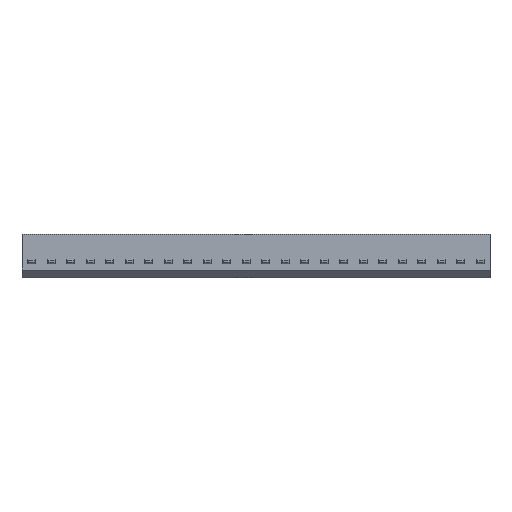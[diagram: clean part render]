
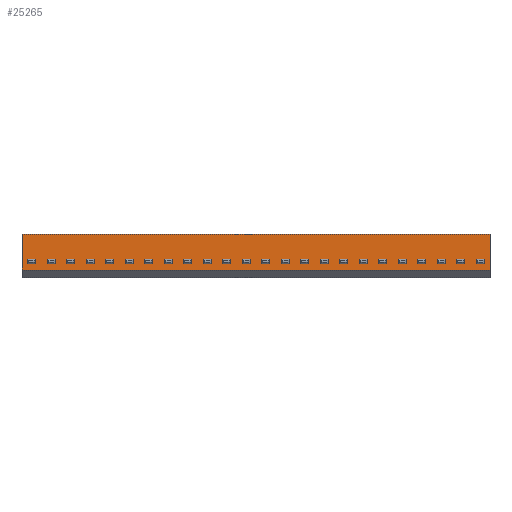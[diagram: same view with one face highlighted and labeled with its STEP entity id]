
A CAD part, top view. The second image highlights one B-rep face of the part: STEP entity #25265.
In plain terms, the highlighted planar face has unit normal (0, 0, 1).
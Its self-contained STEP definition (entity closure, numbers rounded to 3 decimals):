
#25265 = ADVANCED_FACE('',(#25266),#25280,.T.);
#25266 = FACE_BOUND('',#25267,.T.);
#25267 = EDGE_LOOP('',(#25268,#25303,#25331,#25359));
#25268 = ORIENTED_EDGE('',*,*,#25269,.T.);
#25269 = EDGE_CURVE('',#25270,#25272,#25274,.T.);
#25270 = VERTEX_POINT('',#25271);
#25271 = CARTESIAN_POINT('',(-1.25,-1.1,3.2));
#25272 = VERTEX_POINT('',#25273);
#25273 = CARTESIAN_POINT('',(58.75,-1.1,3.2));
#25274 = SURFACE_CURVE('',#25275,(#25279,#25291),.PCURVE_S1.);
#25275 = LINE('',#25276,#25277);
#25276 = CARTESIAN_POINT('',(-1.25,-1.1,3.2));
#25277 = VECTOR('',#25278,1.);
#25278 = DIRECTION('',(1.,0.,0.));
#25279 = PCURVE('',#25280,#25285);
#25280 = PLANE('',#25281);
#25281 = AXIS2_PLACEMENT_3D('',#25282,#25283,#25284);
#25282 = CARTESIAN_POINT('',(-1.25,-1.1,3.2));
#25283 = DIRECTION('',(0.,0.,1.));
#25284 = DIRECTION('',(0.,1.,0.));
#25285 = DEFINITIONAL_REPRESENTATION('',(#25286),#25290);
#25286 = LINE('',#25287,#25288);
#25287 = CARTESIAN_POINT('',(0.,0.));
#25288 = VECTOR('',#25289,1.);
#25289 = DIRECTION('',(0.,-1.));
#25290 = ( GEOMETRIC_REPRESENTATION_CONTEXT(2) 
PARAMETRIC_REPRESENTATION_CONTEXT() REPRESENTATION_CONTEXT('2D SPACE',''
  ) );
#25291 = PCURVE('',#25292,#25297);
#25292 = PLANE('',#25293);
#25293 = AXIS2_PLACEMENT_3D('',#25294,#25295,#25296);
#25294 = CARTESIAN_POINT('',(-1.25,-1.1,3.2));
#25295 = DIRECTION('',(0.,0.707,-0.707));
#25296 = DIRECTION('',(0.,-0.707,-0.707));
#25297 = DEFINITIONAL_REPRESENTATION('',(#25298),#25302);
#25298 = LINE('',#25299,#25300);
#25299 = CARTESIAN_POINT('',(0.,0.));
#25300 = VECTOR('',#25301,1.);
#25301 = DIRECTION('',(0.,-1.));
#25302 = ( GEOMETRIC_REPRESENTATION_CONTEXT(2) 
PARAMETRIC_REPRESENTATION_CONTEXT() REPRESENTATION_CONTEXT('2D SPACE',''
  ) );
#25303 = ORIENTED_EDGE('',*,*,#25304,.T.);
#25304 = EDGE_CURVE('',#25272,#25305,#25307,.T.);
#25305 = VERTEX_POINT('',#25306);
#25306 = CARTESIAN_POINT('',(58.75,3.5,3.2));
#25307 = SURFACE_CURVE('',#25308,(#25312,#25319),.PCURVE_S1.);
#25308 = LINE('',#25309,#25310);
#25309 = CARTESIAN_POINT('',(58.75,-1.1,3.2));
#25310 = VECTOR('',#25311,1.);
#25311 = DIRECTION('',(0.,1.,0.));
#25312 = PCURVE('',#25280,#25313);
#25313 = DEFINITIONAL_REPRESENTATION('',(#25314),#25318);
#25314 = LINE('',#25315,#25316);
#25315 = CARTESIAN_POINT('',(0.,-60.));
#25316 = VECTOR('',#25317,1.);
#25317 = DIRECTION('',(1.,0.));
#25318 = ( GEOMETRIC_REPRESENTATION_CONTEXT(2) 
PARAMETRIC_REPRESENTATION_CONTEXT() REPRESENTATION_CONTEXT('2D SPACE',''
  ) );
#25319 = PCURVE('',#25320,#25325);
#25320 = PLANE('',#25321);
#25321 = AXIS2_PLACEMENT_3D('',#25322,#25323,#25324);
#25322 = CARTESIAN_POINT('',(58.75,0.951,1.622));
#25323 = DIRECTION('',(1.,0.,0.));
#25324 = DIRECTION('',(0.,0.,1.));
#25325 = DEFINITIONAL_REPRESENTATION('',(#25326),#25330);
#25326 = LINE('',#25327,#25328);
#25327 = CARTESIAN_POINT('',(1.578,2.051));
#25328 = VECTOR('',#25329,1.);
#25329 = DIRECTION('',(0.,-1.));
#25330 = ( GEOMETRIC_REPRESENTATION_CONTEXT(2) 
PARAMETRIC_REPRESENTATION_CONTEXT() REPRESENTATION_CONTEXT('2D SPACE',''
  ) );
#25331 = ORIENTED_EDGE('',*,*,#25332,.F.);
#25332 = EDGE_CURVE('',#25333,#25305,#25335,.T.);
#25333 = VERTEX_POINT('',#25334);
#25334 = CARTESIAN_POINT('',(-1.25,3.5,3.2));
#25335 = SURFACE_CURVE('',#25336,(#25340,#25347),.PCURVE_S1.);
#25336 = LINE('',#25337,#25338);
#25337 = CARTESIAN_POINT('',(-1.25,3.5,3.2));
#25338 = VECTOR('',#25339,1.);
#25339 = DIRECTION('',(1.,0.,0.));
#25340 = PCURVE('',#25280,#25341);
#25341 = DEFINITIONAL_REPRESENTATION('',(#25342),#25346);
#25342 = LINE('',#25343,#25344);
#25343 = CARTESIAN_POINT('',(4.6,0.));
#25344 = VECTOR('',#25345,1.);
#25345 = DIRECTION('',(0.,-1.));
#25346 = ( GEOMETRIC_REPRESENTATION_CONTEXT(2) 
PARAMETRIC_REPRESENTATION_CONTEXT() REPRESENTATION_CONTEXT('2D SPACE',''
  ) );
#25347 = PCURVE('',#25348,#25353);
#25348 = PLANE('',#25349);
#25349 = AXIS2_PLACEMENT_3D('',#25350,#25351,#25352);
#25350 = CARTESIAN_POINT('',(-1.25,3.5,3.2));
#25351 = DIRECTION('',(0.,1.,0.));
#25352 = DIRECTION('',(0.,0.,-1.));
#25353 = DEFINITIONAL_REPRESENTATION('',(#25354),#25358);
#25354 = LINE('',#25355,#25356);
#25355 = CARTESIAN_POINT('',(0.,0.));
#25356 = VECTOR('',#25357,1.);
#25357 = DIRECTION('',(0.,-1.));
#25358 = ( GEOMETRIC_REPRESENTATION_CONTEXT(2) 
PARAMETRIC_REPRESENTATION_CONTEXT() REPRESENTATION_CONTEXT('2D SPACE',''
  ) );
#25359 = ORIENTED_EDGE('',*,*,#25360,.F.);
#25360 = EDGE_CURVE('',#25270,#25333,#25361,.T.);
#25361 = SURFACE_CURVE('',#25362,(#25366,#25373),.PCURVE_S1.);
#25362 = LINE('',#25363,#25364);
#25363 = CARTESIAN_POINT('',(-1.25,-1.1,3.2));
#25364 = VECTOR('',#25365,1.);
#25365 = DIRECTION('',(0.,1.,0.));
#25366 = PCURVE('',#25280,#25367);
#25367 = DEFINITIONAL_REPRESENTATION('',(#25368),#25372);
#25368 = LINE('',#25369,#25370);
#25369 = CARTESIAN_POINT('',(0.,0.));
#25370 = VECTOR('',#25371,1.);
#25371 = DIRECTION('',(1.,0.));
#25372 = ( GEOMETRIC_REPRESENTATION_CONTEXT(2) 
PARAMETRIC_REPRESENTATION_CONTEXT() REPRESENTATION_CONTEXT('2D SPACE',''
  ) );
#25373 = PCURVE('',#25374,#25379);
#25374 = PLANE('',#25375);
#25375 = AXIS2_PLACEMENT_3D('',#25376,#25377,#25378);
#25376 = CARTESIAN_POINT('',(-1.25,0.951,1.622));
#25377 = DIRECTION('',(1.,0.,0.));
#25378 = DIRECTION('',(0.,0.,1.));
#25379 = DEFINITIONAL_REPRESENTATION('',(#25380),#25384);
#25380 = LINE('',#25381,#25382);
#25381 = CARTESIAN_POINT('',(1.578,2.051));
#25382 = VECTOR('',#25383,1.);
#25383 = DIRECTION('',(0.,-1.));
#25384 = ( GEOMETRIC_REPRESENTATION_CONTEXT(2) 
PARAMETRIC_REPRESENTATION_CONTEXT() REPRESENTATION_CONTEXT('2D SPACE',''
  ) );
